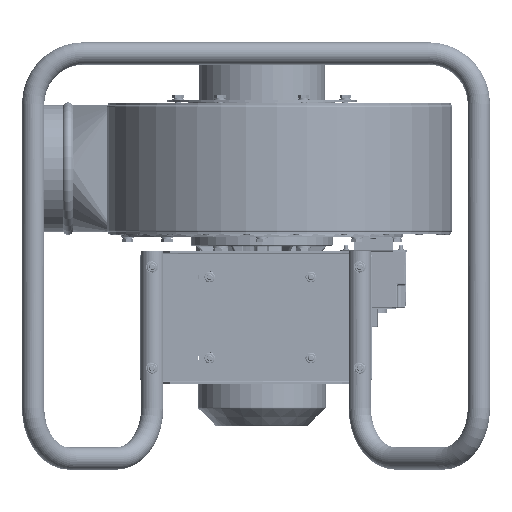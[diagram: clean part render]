
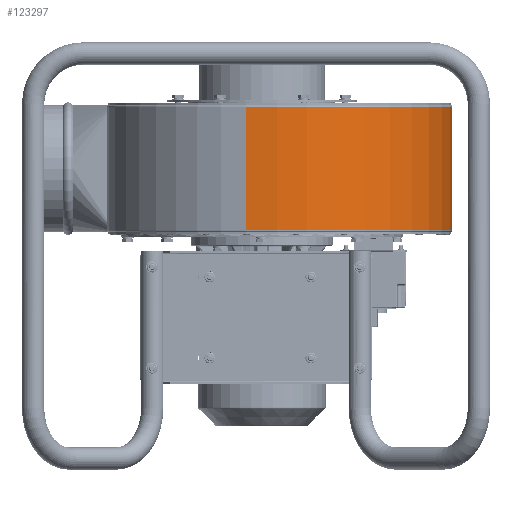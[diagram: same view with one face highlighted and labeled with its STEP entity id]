
A CAD part, front view. The second image highlights one B-rep face of the part: STEP entity #123297.
In plain terms, the highlighted cylindrical face has radius 178.8 mm (diameter 357.6 mm), a partial arc.
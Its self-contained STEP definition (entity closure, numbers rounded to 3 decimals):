
#13983=FACE_OUTER_BOUND('',#21495,.T.);
#21495=EDGE_LOOP('',(#95840,#95841,#95842,#95843));
#30282=LINE('',#193247,#40491);
#30283=LINE('',#193251,#40492);
#40491=VECTOR('',#156082,10.);
#40492=VECTOR('',#156087,10.);
#48590=CIRCLE('',#133524,178.8);
#48600=CIRCLE('',#133539,178.8);
#55126=VERTEX_POINT('',#193195);
#55128=VERTEX_POINT('',#193201);
#55146=VERTEX_POINT('',#193245);
#55147=VERTEX_POINT('',#193249);
#69610=EDGE_CURVE('',#55126,#55128,#48590,.T.);
#69633=EDGE_CURVE('',#55128,#55146,#30282,.T.);
#69634=EDGE_CURVE('',#55146,#55147,#48600,.T.);
#69635=EDGE_CURVE('',#55126,#55147,#30283,.T.);
#95840=ORIENTED_EDGE('',*,*,#69634,.F.);
#95841=ORIENTED_EDGE('',*,*,#69633,.F.);
#95842=ORIENTED_EDGE('',*,*,#69610,.F.);
#95843=ORIENTED_EDGE('',*,*,#69635,.T.);
#112205=CYLINDRICAL_SURFACE('',#133538,178.8);
#123297=ADVANCED_FACE('',(#13983),#112205,.T.);
#133524=AXIS2_PLACEMENT_3D('',#193202,#156041,#156042);
#133538=AXIS2_PLACEMENT_3D('',#193248,#156083,#156084);
#133539=AXIS2_PLACEMENT_3D('',#193250,#156085,#156086);
#156041=DIRECTION('center_axis',(0.,0.,
1.));
#156042=DIRECTION('ref_axis',(0.655,-0.756,0.));
#156082=DIRECTION('',(0.,0.,-1.));
#156083=DIRECTION('center_axis',(0.,0.,
-1.));
#156084=DIRECTION('ref_axis',(0.142,0.99,0.));
#156085=DIRECTION('center_axis',(0.,0.,
-1.));
#156086=DIRECTION('ref_axis',(0.655,-0.756,0.));
#156087=DIRECTION('',(0.,0.,-1.));
#193195=CARTESIAN_POINT('',(-16.029,-164.983,125.5));
#193201=CARTESIAN_POINT('',(188.2,12.,125.5));
#193202=CARTESIAN_POINT('Origin',(9.4,12.,125.5));
#193245=CARTESIAN_POINT('',(188.2,12.,3.5));
#193247=CARTESIAN_POINT('',(188.2,12.,126.));
#193248=CARTESIAN_POINT('Origin',(9.4,12.,64.5));
#193249=CARTESIAN_POINT('',(-16.029,-164.983,3.5));
#193250=CARTESIAN_POINT('Origin',(9.4,12.,3.5));
#193251=CARTESIAN_POINT('',(-16.029,-164.983,126.));
